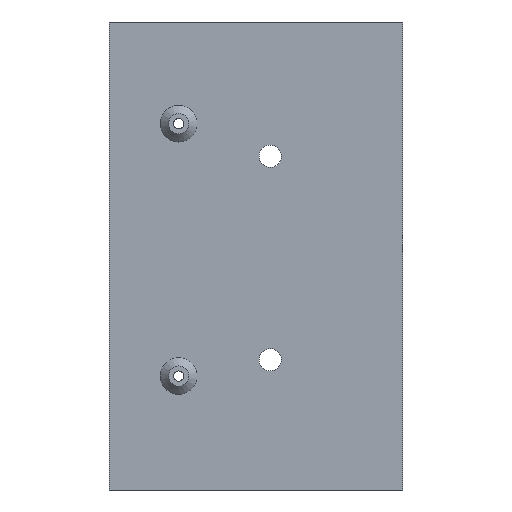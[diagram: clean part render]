
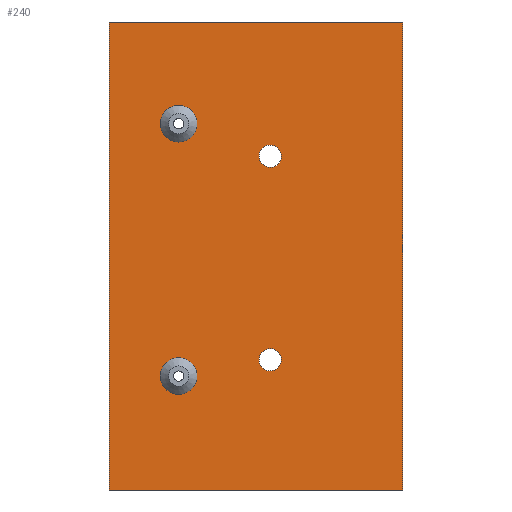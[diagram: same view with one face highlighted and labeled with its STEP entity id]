
A CAD part, front view. The second image highlights one B-rep face of the part: STEP entity #240.
In plain terms, the highlighted planar face has unit normal (0, -1, 0).
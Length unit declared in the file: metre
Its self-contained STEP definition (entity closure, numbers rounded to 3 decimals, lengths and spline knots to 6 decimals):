
#14=CIRCLE('',#267,0.00275);
#16=CIRCLE('',#271,0.00275);
#18=CIRCLE('',#274,0.0045);
#19=CIRCLE('',#275,0.0045);
#54=ORIENTED_EDGE('',*,*,#102,.T.);
#55=ORIENTED_EDGE('',*,*,#103,.T.);
#56=ORIENTED_EDGE('',*,*,#88,.F.);
#57=ORIENTED_EDGE('',*,*,#92,.T.);
#58=ORIENTED_EDGE('',*,*,#95,.T.);
#59=ORIENTED_EDGE('',*,*,#99,.F.);
#60=ORIENTED_EDGE('',*,*,#96,.F.);
#61=ORIENTED_EDGE('',*,*,#100,.F.);
#88=EDGE_CURVE('',#114,#115,#136,.T.);
#92=EDGE_CURVE('',#114,#117,#140,.T.);
#95=EDGE_CURVE('',#117,#119,#143,.T.);
#96=EDGE_CURVE('',#120,#120,#14,.T.);
#99=EDGE_CURVE('',#115,#119,#145,.T.);
#100=EDGE_CURVE('',#122,#122,#16,.T.);
#102=EDGE_CURVE('',#124,#124,#18,.F.);
#103=EDGE_CURVE('',#125,#125,#19,.F.);
#114=VERTEX_POINT('',#373);
#115=VERTEX_POINT('',#375);
#117=VERTEX_POINT('',#381);
#119=VERTEX_POINT('',#387);
#120=VERTEX_POINT('',#391);
#122=VERTEX_POINT('',#399);
#124=VERTEX_POINT('',#404);
#125=VERTEX_POINT('',#406);
#136=LINE('',#374,#148);
#140=LINE('',#382,#152);
#143=LINE('',#388,#155);
#145=LINE('',#396,#157);
#148=VECTOR('',#299,1.);
#152=VECTOR('',#305,1.);
#155=VECTOR('',#310,1.);
#157=VECTOR('',#320,1.);
#166=EDGE_LOOP('',(#54));
#167=EDGE_LOOP('',(#55));
#168=EDGE_LOOP('',(#56,#57,#58,#59));
#169=EDGE_LOOP('',(#60));
#170=EDGE_LOOP('',(#61));
#200=FACE_BOUND('',#166,.T.);
#201=FACE_BOUND('',#167,.T.);
#202=FACE_BOUND('',#168,.T.);
#203=FACE_BOUND('',#169,.T.);
#204=FACE_BOUND('',#170,.T.);
#230=PLANE('',#273);
#240=ADVANCED_FACE('',(#200,#201,#202,#203,#204),#230,.T.);
#267=AXIS2_PLACEMENT_3D('',#390,#313,#314);
#271=AXIS2_PLACEMENT_3D('',#398,#323,#324);
#273=AXIS2_PLACEMENT_3D('',#402,#327,#328);
#274=AXIS2_PLACEMENT_3D('',#403,#329,#330);
#275=AXIS2_PLACEMENT_3D('',#405,#331,#332);
#299=DIRECTION('',(1.,0.,0.));
#305=DIRECTION('',(0.,0.,-1.));
#310=DIRECTION('',(1.,0.,0.));
#313=DIRECTION('',(0.,-1.,0.));
#314=DIRECTION('',(0.,0.,-1.));
#320=DIRECTION('',(0.,0.,-1.));
#323=DIRECTION('',(0.,-1.,0.));
#324=DIRECTION('',(0.,0.,-1.));
#327=DIRECTION('',(0.,-1.,0.));
#328=DIRECTION('',(1.,0.,0.));
#329=DIRECTION('',(0.,-1.,0.));
#330=DIRECTION('',(0.,0.,-1.));
#331=DIRECTION('',(0.,-1.,0.));
#332=DIRECTION('',(0.,0.,-1.));
#373=CARTESIAN_POINT('',(-0.072,-0.003,0.1145));
#374=CARTESIAN_POINT('',(-0.036,-0.003,0.1145));
#375=CARTESIAN_POINT('',(0.,-0.003,0.1145));
#381=CARTESIAN_POINT('',(-0.072,-0.003,-0.0005));
#382=CARTESIAN_POINT('',(-0.072,-0.003,0.057));
#387=CARTESIAN_POINT('',(0.,-0.003,-0.0005));
#388=CARTESIAN_POINT('',(-0.036,-0.003,-0.0005));
#390=CARTESIAN_POINT('',(-0.0325,-0.003,0.0815));
#391=CARTESIAN_POINT('',(-0.0325,-0.003,0.07875));
#396=CARTESIAN_POINT('',(0.,-0.003,0.057));
#398=CARTESIAN_POINT('',(-0.0325,-0.003,0.0315));
#399=CARTESIAN_POINT('',(-0.0325,-0.003,0.02875));
#402=CARTESIAN_POINT('',(-0.1075,-0.003,0.057));
#403=CARTESIAN_POINT('',(-0.055,-0.003,0.0275));
#404=CARTESIAN_POINT('',(-0.055,-0.003,0.023));
#405=CARTESIAN_POINT('',(-0.055,-0.003,0.0895));
#406=CARTESIAN_POINT('',(-0.055,-0.003,0.085));
